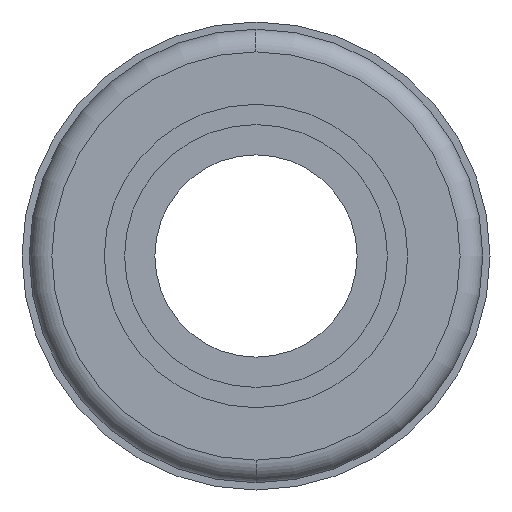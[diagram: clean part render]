
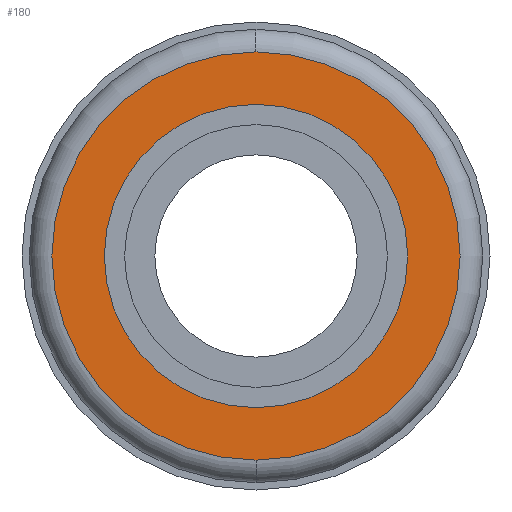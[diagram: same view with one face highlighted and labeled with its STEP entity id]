
A CAD part, front view. The second image highlights one B-rep face of the part: STEP entity #180.
In plain terms, the highlighted planar face has unit normal (0, -1, 0).
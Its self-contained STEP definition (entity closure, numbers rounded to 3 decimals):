
#180=ADVANCED_FACE('',(#389,#390),#391,.T.);
#389=FACE_BOUND('',#622,.T.);
#390=FACE_OUTER_BOUND('',#623,.T.);
#391=PLANE('',#624);
#622=EDGE_LOOP('',(#1055,#1056));
#623=EDGE_LOOP('',(#1057,#1058,#1059));
#624=AXIS2_PLACEMENT_3D('',#1060,#1061,#1062);
#1055=ORIENTED_EDGE('',*,*,#1310,.T.);
#1056=ORIENTED_EDGE('',*,*,#1438,.T.);
#1057=ORIENTED_EDGE('',*,*,#1316,.F.);
#1058=ORIENTED_EDGE('',*,*,#1315,.F.);
#1059=ORIENTED_EDGE('',*,*,#1385,.F.);
#1060=CARTESIAN_POINT('',(3.533,0.0,0.0));
#1061=DIRECTION('',(-0.0,-1.0,-0.0));
#1062=DIRECTION('',(-1.0,0.0,0.0));
#1310=EDGE_CURVE('',#1548,#1546,#1549,.T.);
#1315=EDGE_CURVE('',#1554,#1557,#1558,.T.);
#1316=EDGE_CURVE('',#1557,#1559,#1560,.T.);
#1385=EDGE_CURVE('',#1559,#1554,#1672,.T.);
#1438=EDGE_CURVE('',#1546,#1548,#1741,.T.);
#1546=VERTEX_POINT('',#1882);
#1548=VERTEX_POINT('',#1885);
#1549=CIRCLE('',#1886,5.25);
#1554=VERTEX_POINT('',#1892);
#1557=VERTEX_POINT('',#1895);
#1558=CIRCLE('',#1896,7.065);
#1559=VERTEX_POINT('',#1897);
#1560=CIRCLE('',#1898,7.065);
#1672=CIRCLE('',#2156,7.065);
#1741=CIRCLE('',#2294,5.25);
#1882=CARTESIAN_POINT('',(5.25,0.0,0.));
#1885=CARTESIAN_POINT('',(-5.25,0.0,0.));
#1886=AXIS2_PLACEMENT_3D('',#2469,#2470,#2471);
#1892=CARTESIAN_POINT('',(0.,0.0,7.065));
#1895=CARTESIAN_POINT('',(7.065,0.0,0.0));
#1896=AXIS2_PLACEMENT_3D('',#2479,#2480,#2481);
#1897=CARTESIAN_POINT('',(0.,0.0,-7.065));
#1898=AXIS2_PLACEMENT_3D('',#2482,#2483,#2484);
#2156=AXIS2_PLACEMENT_3D('',#2580,#2581,#2582);
#2294=AXIS2_PLACEMENT_3D('',#2648,#2649,#2650);
#2469=CARTESIAN_POINT('',(0.0,0.0,0.0));
#2470=DIRECTION('',(-0.0,1.0,0.0));
#2471=DIRECTION('',(1.0,0.0,0.0));
#2479=CARTESIAN_POINT('',(0.0,0.0,0.0));
#2480=DIRECTION('',(-0.0,1.0,0.0));
#2481=DIRECTION('',(1.0,0.0,0.0));
#2482=CARTESIAN_POINT('',(0.0,0.0,0.0));
#2483=DIRECTION('',(-0.0,1.0,0.0));
#2484=DIRECTION('',(1.0,0.0,0.0));
#2580=CARTESIAN_POINT('',(0.0,0.0,0.0));
#2581=DIRECTION('',(-0.0,1.0,0.0));
#2582=DIRECTION('',(1.0,0.0,0.0));
#2648=CARTESIAN_POINT('',(0.0,0.0,0.0));
#2649=DIRECTION('',(-0.0,1.0,0.0));
#2650=DIRECTION('',(1.0,0.0,0.0));
